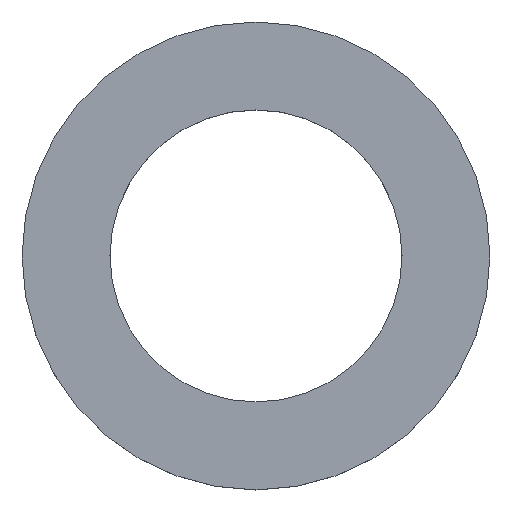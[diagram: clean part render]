
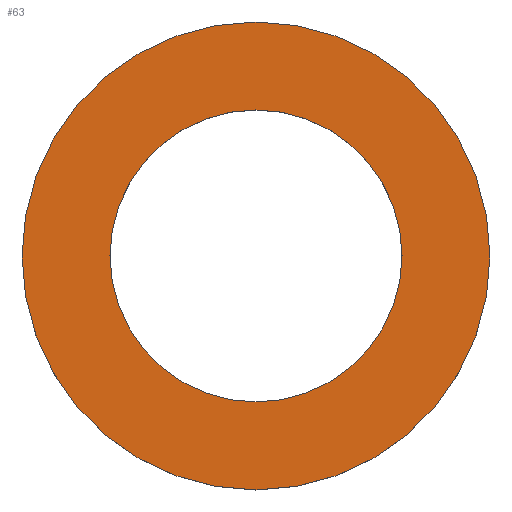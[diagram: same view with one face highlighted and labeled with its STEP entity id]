
A CAD part, top view. The second image highlights one B-rep face of the part: STEP entity #63.
In plain terms, the highlighted planar face has unit normal (0, 0, 1).
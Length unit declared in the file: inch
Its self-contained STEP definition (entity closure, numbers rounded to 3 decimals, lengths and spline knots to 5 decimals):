
#15=FACE_BOUND('',#26,.T.);
#17=PLANE('',#93);
#21=FACE_OUTER_BOUND('',#25,.T.);
#25=EDGE_LOOP('',(#55));
#26=EDGE_LOOP('',(#56));
#33=CIRCLE('',#88,0.2075);
#35=CIRCLE('',#91,0.3325);
#37=VERTEX_POINT('',#117);
#39=VERTEX_POINT('',#123);
#41=EDGE_CURVE('',#37,#37,#33,.T.);
#44=EDGE_CURVE('',#39,#39,#35,.T.);
#55=ORIENTED_EDGE('',*,*,#44,.T.);
#56=ORIENTED_EDGE('',*,*,#41,.T.);
#63=ADVANCED_FACE('',(#21,#15),#17,.T.);
#88=AXIS2_PLACEMENT_3D('',#118,#99,#100);
#91=AXIS2_PLACEMENT_3D('',#124,#106,#107);
#93=AXIS2_PLACEMENT_3D('',#128,#111,#112);
#99=DIRECTION('center_axis',(0.,0.,-1.));
#100=DIRECTION('ref_axis',(-1.,0.,0.));
#106=DIRECTION('center_axis',(0.,0.,1.));
#107=DIRECTION('ref_axis',(1.,0.,0.));
#111=DIRECTION('center_axis',(0.,0.,1.));
#112=DIRECTION('ref_axis',(1.,0.,0.));
#117=CARTESIAN_POINT('',(0.2075,0.,0.0625));
#118=CARTESIAN_POINT('Origin',(0.,0.,0.0625));
#123=CARTESIAN_POINT('',(-0.3325,0.,0.0625));
#124=CARTESIAN_POINT('Origin',(0.,0.,0.0625));
#128=CARTESIAN_POINT('Origin',(0.,0.,0.0625));
